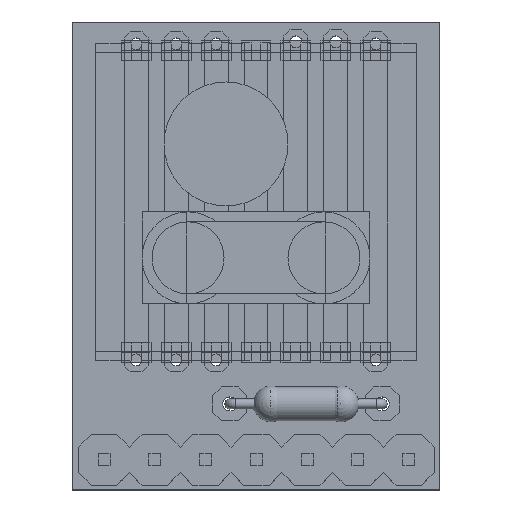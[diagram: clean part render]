
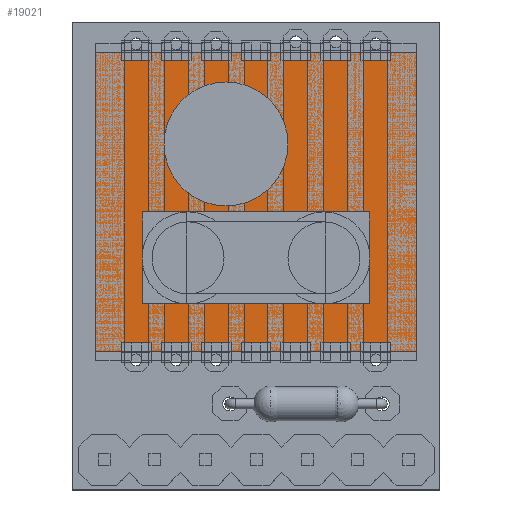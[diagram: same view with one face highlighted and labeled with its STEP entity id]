
A CAD part, top view. The second image highlights one B-rep face of the part: STEP entity #19021.
In plain terms, the highlighted planar face has unit normal (0, 0, 1).
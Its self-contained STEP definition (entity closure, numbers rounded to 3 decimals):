
#18924=CARTESIAN_POINT('',(1.15,6.925,1.99));
#18925=VERTEX_POINT('',#18924);
#18926=CARTESIAN_POINT('',(1.15,21.875,1.99));
#18927=VERTEX_POINT('',#18926);
#18928=CARTESIAN_POINT('',(17.25,6.925,1.99));
#18929=VERTEX_POINT('',#18928);
#18930=CARTESIAN_POINT('',(17.25,21.875,1.99));
#18931=VERTEX_POINT('',#18930);
#18944=DIRECTION('',(16.1,0.,0.));
#18945=VECTOR('',#18944,1.);
#18946=LINE('',#18924,#18945);
#18947=DIRECTION('',(16.1,0.,0.));
#18948=VECTOR('',#18947,1.);
#18949=LINE('',#18926,#18948);
#18962=DIRECTION('',(0.,14.95,0.));
#18963=VECTOR('',#18962,1.);
#18964=LINE('',#18924,#18963);
#18965=DIRECTION('',(0.,14.95,0.));
#18966=VECTOR('',#18965,1.);
#18967=LINE('',#18928,#18966);
#18986=EDGE_CURVE('',#18925,#18929,#18946,.T.);
#18987=ORIENTED_EDGE('',*,*,#18986,.T.);
#18989=EDGE_CURVE('',#18927,#18931,#18949,.T.);
#18991=ORIENTED_EDGE('',*,*,#18989,.F.);
#18992=EDGE_CURVE('',#18925,#18927,#18964,.T.);
#18994=ORIENTED_EDGE('',*,*,#18992,.F.);
#19001=EDGE_CURVE('',#18929,#18931,#18967,.T.);
#19002=ORIENTED_EDGE('',*,*,#19001,.T.);
#19016=EDGE_LOOP('',(#18994,#18987,#19002,#18991));
#19017=FACE_OUTER_BOUND('',#19016,.T.);
#19018=DIRECTION('',(0.,0.,1.18));
#19019=AXIS2_PLACEMENT_3D('',#18924,#19018,$);
#19020=PLANE('',#19019);
#19021=ADVANCED_FACE('',(#19017),#19020,.T.);
